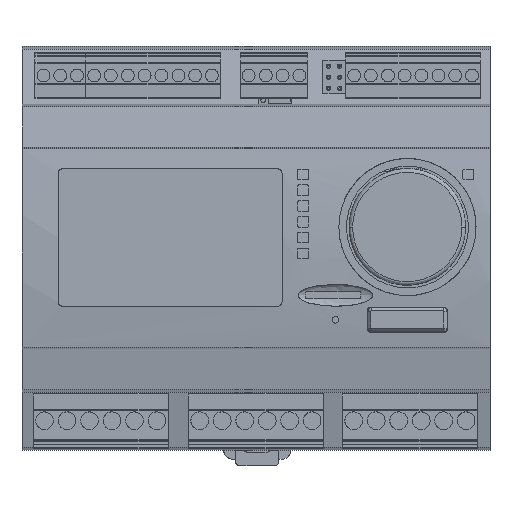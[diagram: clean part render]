
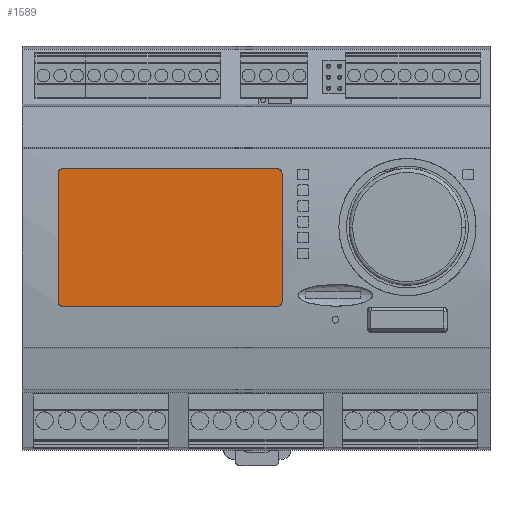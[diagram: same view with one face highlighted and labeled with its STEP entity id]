
A CAD part, top view. The second image highlights one B-rep face of the part: STEP entity #1589.
In plain terms, the highlighted planar face has unit normal (0, 0, 1).
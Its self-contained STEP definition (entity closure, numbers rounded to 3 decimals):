
#1589=ADVANCED_FACE('',(#2305),#13207,.T.);
#2305=FACE_OUTER_BOUND('',#3073,.T.);
#3073=EDGE_LOOP('',(#5295,#5296,#5297,#5298,#5299,#5300,#5301,#5302));
#5295=ORIENTED_EDGE('',*,*,#8266,.T.);
#5296=ORIENTED_EDGE('',*,*,#8267,.T.);
#5297=ORIENTED_EDGE('',*,*,#8268,.T.);
#5298=ORIENTED_EDGE('',*,*,#8269,.T.);
#5299=ORIENTED_EDGE('',*,*,#8270,.T.);
#5300=ORIENTED_EDGE('',*,*,#8271,.T.);
#5301=ORIENTED_EDGE('',*,*,#8272,.T.);
#5302=ORIENTED_EDGE('',*,*,#8273,.T.);
#8266=EDGE_CURVE('',#12197,#12198,#10011,.T.);
#8267=EDGE_CURVE('',#12198,#12199,#10868,.T.);
#8268=EDGE_CURVE('',#12199,#12200,#10012,.T.);
#8269=EDGE_CURVE('',#12200,#12201,#10869,.T.);
#8270=EDGE_CURVE('',#12201,#12202,#10013,.T.);
#8271=EDGE_CURVE('',#12202,#12203,#10870,.T.);
#8272=EDGE_CURVE('',#12203,#12204,#10014,.T.);
#8273=EDGE_CURVE('',#12204,#12197,#10871,.T.);
#10011=B_SPLINE_CURVE_WITH_KNOTS('',1,(#20225,#20226),.UNSPECIFIED.,.F.,
 .F.,(2,2),(0.,29.),.UNSPECIFIED.);
#10012=B_SPLINE_CURVE_WITH_KNOTS('',1,(#20230,#20231),.UNSPECIFIED.,.F.,
 .F.,(2,2),(0.,48.6),.UNSPECIFIED.);
#10013=B_SPLINE_CURVE_WITH_KNOTS('',1,(#20235,#20236),.UNSPECIFIED.,.F.,
 .F.,(2,2),(0.,29.),.UNSPECIFIED.);
#10014=B_SPLINE_CURVE_WITH_KNOTS('',1,(#20240,#20241),.UNSPECIFIED.,.F.,
 .F.,(2,2),(0.,48.6),.UNSPECIFIED.);
#10868=(
BOUNDED_CURVE()
B_SPLINE_CURVE(2,(#20227,#20228,#20229),.UNSPECIFIED.,.F.,.F.)
B_SPLINE_CURVE_WITH_KNOTS((3,3),(0.,2.),.UNSPECIFIED.)
CURVE()
GEOMETRIC_REPRESENTATION_ITEM()
RATIONAL_B_SPLINE_CURVE((1.,0.707,1.))
REPRESENTATION_ITEM('')
);
#10869=(
BOUNDED_CURVE()
B_SPLINE_CURVE(2,(#20232,#20233,#20234),.UNSPECIFIED.,.F.,.F.)
B_SPLINE_CURVE_WITH_KNOTS((3,3),(0.,2.),.UNSPECIFIED.)
CURVE()
GEOMETRIC_REPRESENTATION_ITEM()
RATIONAL_B_SPLINE_CURVE((1.,0.707,1.))
REPRESENTATION_ITEM('')
);
#10870=(
BOUNDED_CURVE()
B_SPLINE_CURVE(2,(#20237,#20238,#20239),.UNSPECIFIED.,.F.,.F.)
B_SPLINE_CURVE_WITH_KNOTS((3,3),(0.,2.),.UNSPECIFIED.)
CURVE()
GEOMETRIC_REPRESENTATION_ITEM()
RATIONAL_B_SPLINE_CURVE((1.,0.707,1.))
REPRESENTATION_ITEM('')
);
#10871=(
BOUNDED_CURVE()
B_SPLINE_CURVE(2,(#20242,#20243,#20244),.UNSPECIFIED.,.F.,.F.)
B_SPLINE_CURVE_WITH_KNOTS((3,3),(0.,2.),.UNSPECIFIED.)
CURVE()
GEOMETRIC_REPRESENTATION_ITEM()
RATIONAL_B_SPLINE_CURVE((1.,0.707,1.))
REPRESENTATION_ITEM('')
);
#12197=VERTEX_POINT('',#20217);
#12198=VERTEX_POINT('',#20218);
#12199=VERTEX_POINT('',#20219);
#12200=VERTEX_POINT('',#20220);
#12201=VERTEX_POINT('',#20221);
#12202=VERTEX_POINT('',#20222);
#12203=VERTEX_POINT('',#20223);
#12204=VERTEX_POINT('',#20224);
#13207=PLANE('',#13830);
#13830=AXIS2_PLACEMENT_3D('',#20216,#14511,$);
#14511=DIRECTION('',(0.,0.,1.));
#20216=CARTESIAN_POINT('',(-50.087,-16.131,49.809));
#20217=CARTESIAN_POINT('',(5.585,-12.019,49.809));
#20218=CARTESIAN_POINT('',(5.585,16.981,49.809));
#20219=CARTESIAN_POINT('',(4.585,17.981,49.809));
#20220=CARTESIAN_POINT('',(-44.015,17.981,49.809));
#20221=CARTESIAN_POINT('',(-45.015,16.981,49.809));
#20222=CARTESIAN_POINT('',(-45.015,-12.019,49.809));
#20223=CARTESIAN_POINT('',(-44.015,-13.019,49.809));
#20224=CARTESIAN_POINT('',(4.585,-13.019,49.809));
#20225=CARTESIAN_POINT('',(5.585,-12.019,49.809));
#20226=CARTESIAN_POINT('',(5.585,16.981,49.809));
#20227=CARTESIAN_POINT('',(5.585,16.981,49.809));
#20228=CARTESIAN_POINT('',(5.585,17.981,49.809));
#20229=CARTESIAN_POINT('',(4.585,17.981,49.809));
#20230=CARTESIAN_POINT('',(4.585,17.981,49.809));
#20231=CARTESIAN_POINT('',(-44.015,17.981,49.809));
#20232=CARTESIAN_POINT('',(-44.015,17.981,49.809));
#20233=CARTESIAN_POINT('',(-45.015,17.981,49.809));
#20234=CARTESIAN_POINT('',(-45.015,16.981,49.809));
#20235=CARTESIAN_POINT('',(-45.015,16.981,49.809));
#20236=CARTESIAN_POINT('',(-45.015,-12.019,49.809));
#20237=CARTESIAN_POINT('',(-45.015,-12.019,49.809));
#20238=CARTESIAN_POINT('',(-45.015,-13.019,49.809));
#20239=CARTESIAN_POINT('',(-44.015,-13.019,49.809));
#20240=CARTESIAN_POINT('',(-44.015,-13.019,49.809));
#20241=CARTESIAN_POINT('',(4.585,-13.019,49.809));
#20242=CARTESIAN_POINT('',(4.585,-13.019,49.809));
#20243=CARTESIAN_POINT('',(5.585,-13.019,49.809));
#20244=CARTESIAN_POINT('',(5.585,-12.019,49.809));
